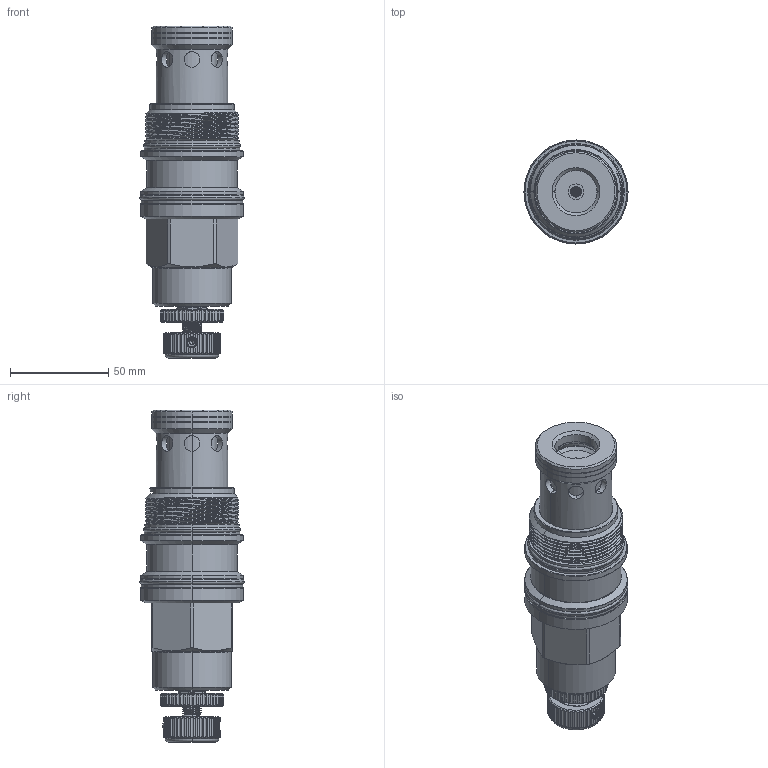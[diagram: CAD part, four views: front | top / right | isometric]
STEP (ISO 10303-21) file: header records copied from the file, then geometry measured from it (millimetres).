
FILE_DESCRIPTION (( 'STEP AP203' ), '1' );
FILE_NAME ('SP19A3G-K.STEP', '2020-03-27T02:47:19', ( '' ), ( '' ), 'SwSTEP 2.0', 'SolidWorks 2018', '' );
FILE_SCHEMA (( 'CONFIG_CONTROL_DESIGN' ));
Products named in the file (1): SP19A3G-K
Bounding box: 53.11 x 53.11 x 169.28 mm (x, y, z)
Volume: 216271.5 mm3; surface area: 43493.5 mm2
Topology: 10 solids, 10 shells, 1335 faces, 3769 edges, 2408 vertices
Faces by surface type: cylinder 842, plane 214, cone 111, torus 100, bspline 60, sphere 8
Entity records: 100812 total; most frequent: CARTESIAN_POINT 68597, ORIENTED_EDGE 7484, DIRECTION 5421, EDGE_CURVE 3742, VERTEX_POINT 2405, AXIS2_PLACEMENT_3D 2065, EDGE_LOOP 1765, B_SPLINE_CURVE_WITH_KNOTS 1471
